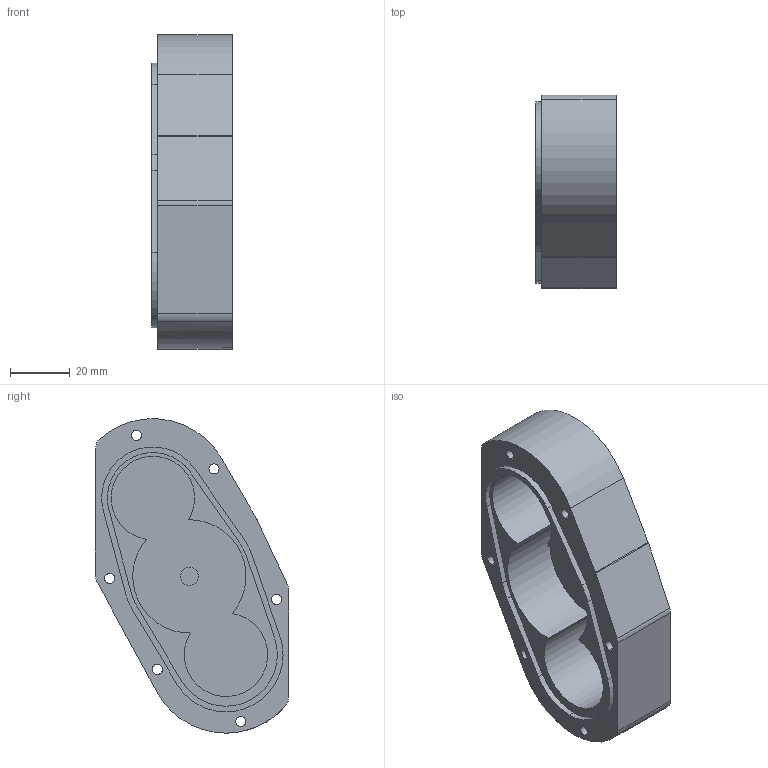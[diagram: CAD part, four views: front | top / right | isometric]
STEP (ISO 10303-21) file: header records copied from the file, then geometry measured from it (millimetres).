
FILE_DESCRIPTION (( 'STEP AP214' ), '1' );
FILE_NAME ('ALTI-USI-200-A-Carter pignonerie.STEP', '2020-07-23T08:34:46', ( '' ), ( '' ), 'SwSTEP 2.0', 'SolidWorks 2018', '' );
FILE_SCHEMA (( 'AUTOMOTIVE_DESIGN' ));
Length unit declared in the file: millimetre
Products named in the file (1): ALTI-USI-200-A-Carter pignonerie
Bounding box: 27 x 64.75 x 105.37 mm (x, y, z)
Volume: 80682.2 mm3; surface area: 24406.8 mm2
Topology: 1 solids, 1 shells, 87 faces, 213 edges, 138 vertices
Faces by surface type: cylinder 50, plane 25, cone 12
Entity records: 2661 total; most frequent: DIRECTION 501, CARTESIAN_POINT 439, ORIENTED_EDGE 426, EDGE_CURVE 213, AXIS2_PLACEMENT_3D 200, VERTEX_POINT 138, CIRCLE 112, EDGE_LOOP 109
